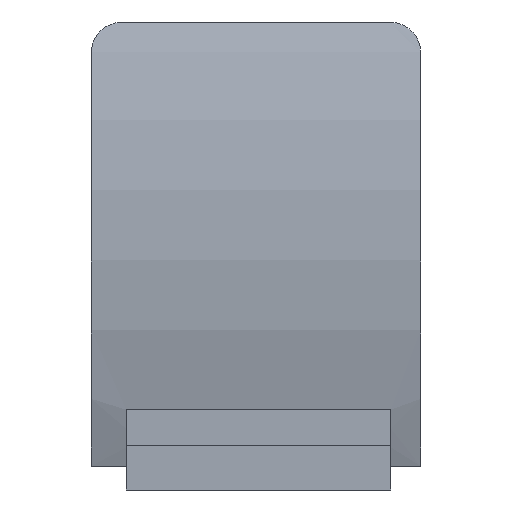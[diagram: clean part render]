
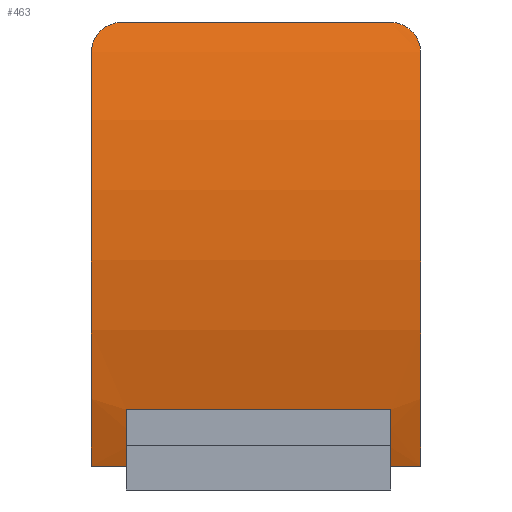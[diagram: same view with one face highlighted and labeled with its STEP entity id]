
A CAD part, left-side view. The second image highlights one B-rep face of the part: STEP entity #463.
In plain terms, the highlighted cylindrical face has radius 32.177 mm (diameter 64.354 mm), a partial arc.
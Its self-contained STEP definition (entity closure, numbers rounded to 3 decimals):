
#44=LINE('',#859,#89);
#45=LINE('',#864,#90);
#46=LINE('',#868,#91);
#47=LINE('',#872,#92);
#89=VECTOR('',#553,10.);
#90=VECTOR('',#558,10.);
#91=VECTOR('',#561,10.);
#92=VECTOR('',#564,10.);
#133=CYLINDRICAL_SURFACE('',#505,32.177);
#140=FACE_OUTER_BOUND('',#167,.T.);
#167=EDGE_LOOP('',(#339,#340,#341,#342,#343,#344,#345,#346,#347,#348));
#194=CIRCLE('',#506,32.177);
#195=CIRCLE('',#507,32.177);
#196=CIRCLE('',#508,32.177);
#197=CIRCLE('',#509,32.177);
#204=B_SPLINE_CURVE_WITH_KNOTS('',3,(#704,#705,#706,#707,#708,#709,#710,
#711,#712,#713),.UNSPECIFIED.,.F.,.F.,(4,2,2,2,4),(0.,0.062,
0.125,0.188,0.249),.UNSPECIFIED.);
#207=B_SPLINE_CURVE_WITH_KNOTS('',3,(#798,#799,#800,#801,#802,#803,#804,
#805,#806,#807,#808,#809),.UNSPECIFIED.,.F.,.F.,(4,2,2,2,2,4),(0.,0.06,
0.121,0.182,0.216,0.249),
 .UNSPECIFIED.);
#214=VERTEX_POINT('',#702);
#215=VERTEX_POINT('',#703);
#220=VERTEX_POINT('',#796);
#221=VERTEX_POINT('',#797);
#222=VERTEX_POINT('',#861);
#223=VERTEX_POINT('',#863);
#224=VERTEX_POINT('',#865);
#225=VERTEX_POINT('',#867);
#226=VERTEX_POINT('',#869);
#227=VERTEX_POINT('',#871);
#256=EDGE_CURVE('',#214,#215,#204,.T.);
#263=EDGE_CURVE('',#220,#221,#207,.T.);
#266=EDGE_CURVE('',#220,#215,#44,.T.);
#267=EDGE_CURVE('',#222,#214,#194,.T.);
#268=EDGE_CURVE('',#223,#222,#45,.T.);
#269=EDGE_CURVE('',#224,#223,#195,.T.);
#270=EDGE_CURVE('',#225,#224,#46,.T.);
#271=EDGE_CURVE('',#226,#225,#196,.T.);
#272=EDGE_CURVE('',#227,#226,#47,.T.);
#273=EDGE_CURVE('',#221,#227,#197,.T.);
#339=ORIENTED_EDGE('',*,*,#263,.F.);
#340=ORIENTED_EDGE('',*,*,#266,.T.);
#341=ORIENTED_EDGE('',*,*,#256,.F.);
#342=ORIENTED_EDGE('',*,*,#267,.F.);
#343=ORIENTED_EDGE('',*,*,#268,.F.);
#344=ORIENTED_EDGE('',*,*,#269,.F.);
#345=ORIENTED_EDGE('',*,*,#270,.F.);
#346=ORIENTED_EDGE('',*,*,#271,.F.);
#347=ORIENTED_EDGE('',*,*,#272,.F.);
#348=ORIENTED_EDGE('',*,*,#273,.F.);
#463=ADVANCED_FACE('',(#140),#133,.T.);
#505=AXIS2_PLACEMENT_3D('',#860,#554,#555);
#506=AXIS2_PLACEMENT_3D('',#862,#556,#557);
#507=AXIS2_PLACEMENT_3D('',#866,#559,#560);
#508=AXIS2_PLACEMENT_3D('',#870,#562,#563);
#509=AXIS2_PLACEMENT_3D('',#873,#565,#566);
#553=DIRECTION('',(0.,1.,0.));
#554=DIRECTION('center_axis',(0.,1.,0.));
#555=DIRECTION('ref_axis',(-0.926,0.,-0.377));
#556=DIRECTION('center_axis',(0.,1.,0.));
#557=DIRECTION('ref_axis',(-0.926,0.,-0.377));
#558=DIRECTION('',(0.,1.,0.));
#559=DIRECTION('center_axis',(0.,-1.,0.));
#560=DIRECTION('ref_axis',(-0.926,0.,-0.377));
#561=DIRECTION('',(0.,1.,0.));
#562=DIRECTION('center_axis',(0.,1.,0.));
#563=DIRECTION('ref_axis',(-0.926,0.,-0.377));
#564=DIRECTION('',(0.,1.,0.));
#565=DIRECTION('center_axis',(0.,-1.,0.));
#566=DIRECTION('ref_axis',(-0.926,0.,-0.377));
#702=CARTESIAN_POINT('',(11.631,14.875,25.55));
#703=CARTESIAN_POINT('',(12.136,13.296,27.05));
#704=CARTESIAN_POINT('Ctrl Pts',(11.631,14.875,25.55));
#705=CARTESIAN_POINT('Ctrl Pts',(11.692,14.875,25.748));
#706=CARTESIAN_POINT('Ctrl Pts',(11.755,14.834,25.943));
#707=CARTESIAN_POINT('Ctrl Pts',(11.875,14.675,26.308));
#708=CARTESIAN_POINT('Ctrl Pts',(11.932,14.558,26.474));
#709=CARTESIAN_POINT('Ctrl Pts',(12.029,14.262,26.753));
#710=CARTESIAN_POINT('Ctrl Pts',(12.068,14.086,26.864));
#711=CARTESIAN_POINT('Ctrl Pts',(12.122,13.703,27.012));
#712=CARTESIAN_POINT('Ctrl Pts',(12.136,13.5,27.05));
#713=CARTESIAN_POINT('Ctrl Pts',(12.136,13.296,27.05));
#796=CARTESIAN_POINT('',(12.136,0.104,27.05));
#797=CARTESIAN_POINT('',(11.631,-1.475,25.55));
#798=CARTESIAN_POINT('Ctrl Pts',(12.136,0.104,27.05));
#799=CARTESIAN_POINT('Ctrl Pts',(12.136,-0.095,27.05));
#800=CARTESIAN_POINT('Ctrl Pts',(12.122,-0.293,27.014));
#801=CARTESIAN_POINT('Ctrl Pts',(12.072,-0.667,26.873));
#802=CARTESIAN_POINT('Ctrl Pts',(12.034,-0.839,26.769));
#803=CARTESIAN_POINT('Ctrl Pts',(11.942,-1.133,26.503));
#804=CARTESIAN_POINT('Ctrl Pts',(11.887,-1.252,26.343));
#805=CARTESIAN_POINT('Ctrl Pts',(11.797,-1.382,26.069));
#806=CARTESIAN_POINT('Ctrl Pts',(11.763,-1.417,25.968));
#807=CARTESIAN_POINT('Ctrl Pts',(11.697,-1.463,25.761));
#808=CARTESIAN_POINT('Ctrl Pts',(11.664,-1.475,25.656));
#809=CARTESIAN_POINT('Ctrl Pts',(11.631,-1.475,25.55));
#859=CARTESIAN_POINT('',(12.136,0.,27.05));
#860=CARTESIAN_POINT('Origin',(42.374,0.,16.05));
#861=CARTESIAN_POINT('',(12.154,14.875,5.));
#862=CARTESIAN_POINT('Origin',(42.374,14.875,16.05));
#863=CARTESIAN_POINT('',(12.154,13.15,5.));
#864=CARTESIAN_POINT('',(12.154,0.,5.));
#865=CARTESIAN_POINT('',(11.273,13.15,7.8));
#866=CARTESIAN_POINT('Origin',(42.374,13.15,16.05));
#867=CARTESIAN_POINT('',(11.273,0.,7.8));
#868=CARTESIAN_POINT('',(11.273,0.,7.8));
#869=CARTESIAN_POINT('',(12.154,0.,5.));
#870=CARTESIAN_POINT('Origin',(42.374,0.,16.05));
#871=CARTESIAN_POINT('',(12.154,-1.475,5.));
#872=CARTESIAN_POINT('',(12.154,0.,5.));
#873=CARTESIAN_POINT('Origin',(42.374,-1.475,16.05));
